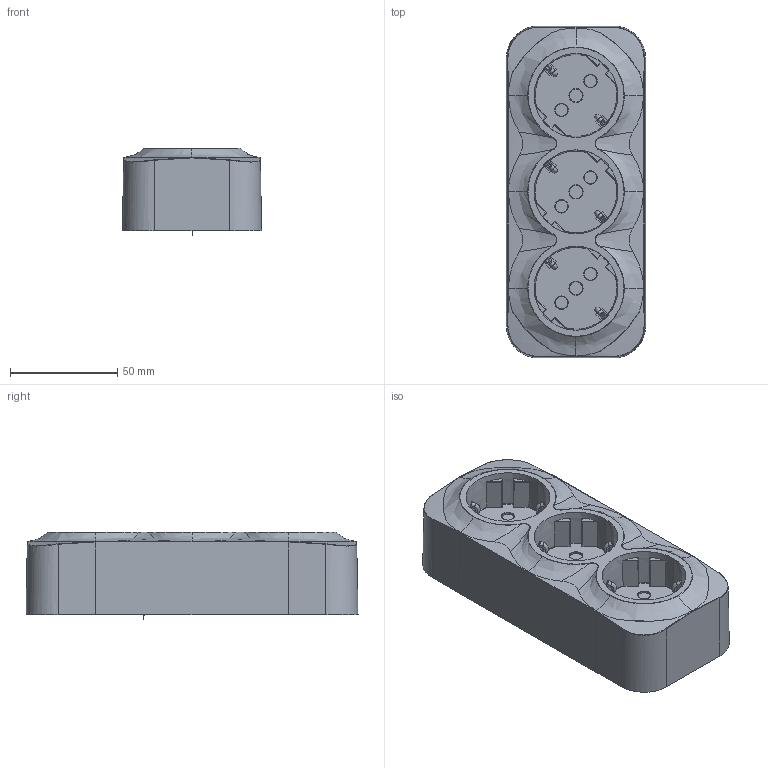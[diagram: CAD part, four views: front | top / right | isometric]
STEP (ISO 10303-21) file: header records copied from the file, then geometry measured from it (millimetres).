
FILE_DESCRIPTION (( 'STEP AP214' ), '1' );
FILE_NAME ('782238.STEP', '2025-06-17T08:39:23', ( '' ), ( '' ), 'SwSTEP 2.0', 'SolidWorks 2022', '' );
FILE_SCHEMA (( 'AUTOMOTIVE_DESIGN' ));
Length unit declared in the file: millimetre
Products named in the file (1): 782238
Bounding box: 65 x 155 x 40.9 mm (x, y, z)
Volume: 297583.8 mm3; surface area: 46433.9 mm2
Topology: 1 solids, 20 shells, 1015 faces, 2712 edges, 1710 vertices
Faces by surface type: plane 371, cylinder 274, bspline 224, torus 75, cone 39, sphere 32
Entity records: 56989 total; most frequent: CARTESIAN_POINT 34533, ORIENTED_EDGE 5362, DIRECTION 3689, EDGE_CURVE 2681, VERTEX_POINT 1710, AXIS2_PLACEMENT_3D 1349, EDGE_LOOP 1031, FACE_OUTER_BOUND 1015
